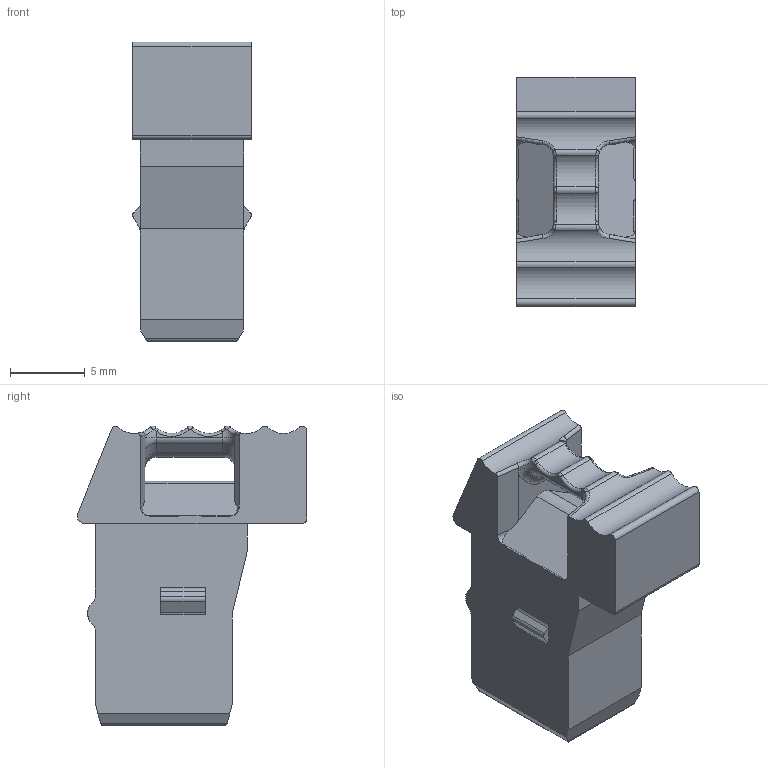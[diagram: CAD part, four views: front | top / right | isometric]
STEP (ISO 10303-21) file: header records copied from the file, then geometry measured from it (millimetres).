
FILE_DESCRIPTION(('CATIA V5 STEP Exchange','CAx-IF Rec.Pracs.--- Model Styling and Organization---1.5--- 2016-08-15','CAx-IF Rec.Pracs.---Supplemental Geometry---1.0---2011-11-01','CAx-IF Rec.Pracs.--- Composite Materials ---1.1---2010-07-15'),'2;1');
FILE_NAME ('1235803-4_1', '2025-09-19T12:24:28+00:00', ('none'), ('Weidmueller'), 'CATIA Version 5-6 Release 2024 SP4', 'CATIA V5 STEP AP214 v3', 'none');
FILE_SCHEMA(('AUTOMOTIVE_DESIGN { 1 0 10303 214 1 1 1 1 }'));
Length unit declared in the file: millimetre
Products named in the file (1): 2762410000
Bounding box: 7.92 x 15.3 x 20 mm (x, y, z)
Volume: 1247.1 mm3; surface area: 1191.4 mm2
Topology: 1 solids, 5 shells, 204 faces, 519 edges, 327 vertices
Faces by surface type: plane 90, cylinder 58, bspline 20, torus 12, extrusion 12, cone 12
Entity records: 6777 total; most frequent: CARTESIAN_POINT 2295, ORIENTED_EDGE 1038, DIRECTION 693, EDGE_CURVE 519, VERTEX_POINT 327, VECTOR 296, LINE 284, AXIS2_PLACEMENT_3D 260
